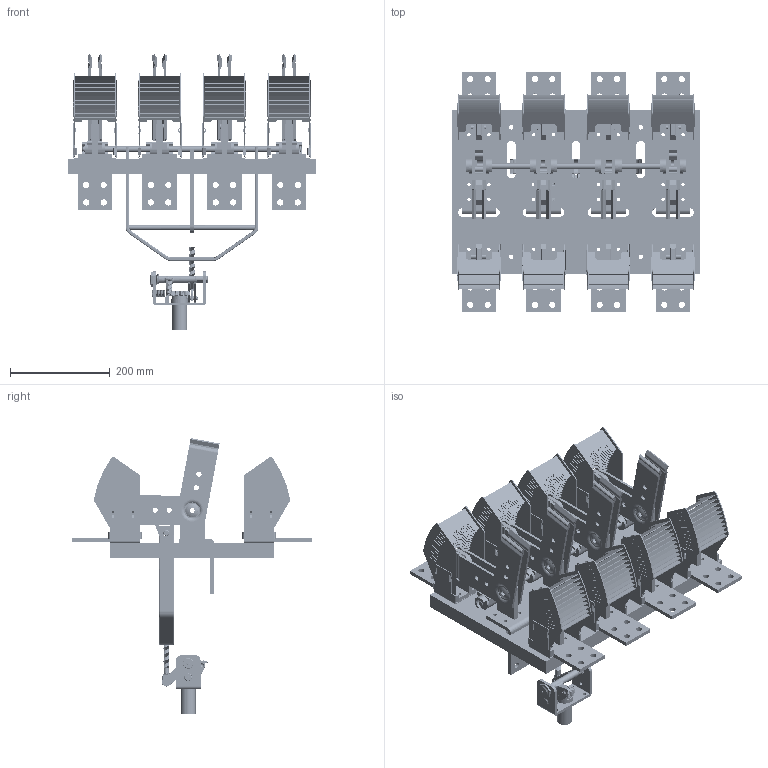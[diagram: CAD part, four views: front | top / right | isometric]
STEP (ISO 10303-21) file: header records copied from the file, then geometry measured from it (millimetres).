
FILE_DESCRIPTION (( 'STEP AP203' ), '1' );
FILE_NAME ('HS13BX-1500-41.STEP', '2024-08-16T05:05:10', ( '' ), ( '' ), 'SwSTEP 2.0', 'SolidWorks 2019', '' );
FILE_SCHEMA (( 'CONFIG_CONTROL_DESIGN' ));
Products named in the file (1): HS13BX-1500-41
Bounding box: 500 x 484 x 553.89 mm (x, y, z)
Surface area: 2418027.1 mm2 (no closed solid volume)
Topology: 0 solids, 184 shells, 3422 faces, 16636 edges, 12760 vertices
Faces by surface type: plane 2089, cylinder 1118, bspline 115, torus 82, cone 17, sphere 1
Entity records: 192849 total; most frequent: CARTESIAN_POINT 60517, DIRECTION 27790, ORIENTED_EDGE 23917, EDGE_CURVE 16633, VERTEX_POINT 12760, LINE 10432, VECTOR 10432, AXIS2_PLACEMENT_3D 8679
